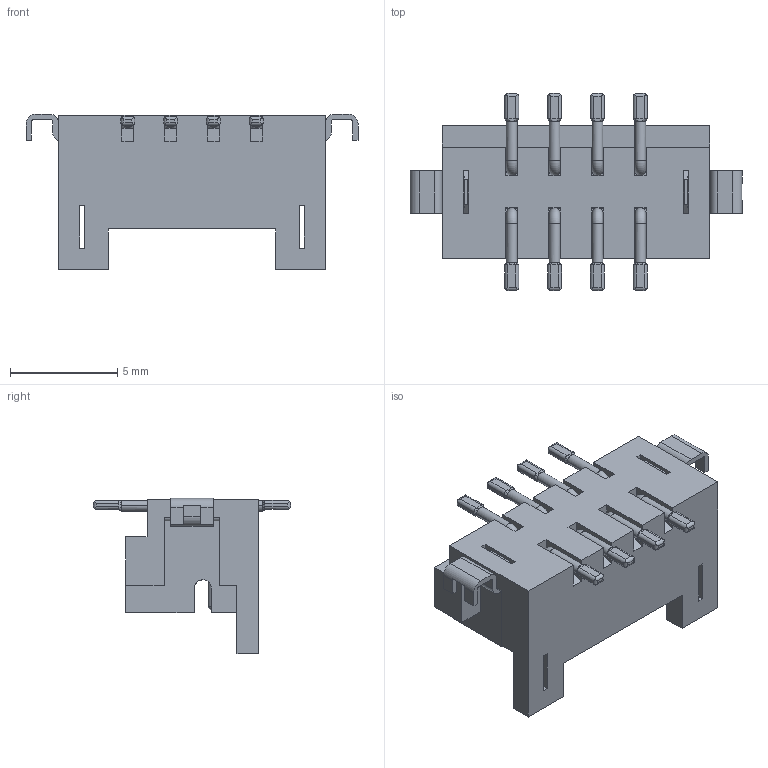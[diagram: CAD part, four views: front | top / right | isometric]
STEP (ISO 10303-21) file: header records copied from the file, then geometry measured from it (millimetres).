
FILE_DESCRIPTION(('OneSpaceDesigner STEP Export'),'2;1');
FILE_NAME('DF11C-8DP-2V.stp','2007-03-22T11:34:17',(''),(''),'OneSpace Designer STEP processor (Jan. 2003) for AP214(CD)(Solid Model)','OneSpace Designer 12.00 10-Sep-2003 (C) CoCreate Software GmbH','');
FILE_SCHEMA(('AUTOMOTIVE_DESIGN_CC2 {1 2 10303 214 -1 1 5 1}'));
Length unit declared in the file: millimetre
Products named in the file (2): DF11C-8DP-2VÈª
Assembly tree (1 placements, depth 2):
  DF11C-8DP-2VÈª
    DF11C-8DP-2VÈª
Bounding box: 15.5 x 9.2 x 7.25 mm (x, y, z)
Volume: 256.9 mm3; surface area: 617.4 mm2
Topology: 1 solids, 1 shells, 448 faces, 1272 edges, 830 vertices
Faces by surface type: plane 200, cylinder 134, bspline 82, torus 32
Entity records: 15958 total; most frequent: CARTESIAN_POINT 5853, ORIENTED_EDGE 2544, DIRECTION 1690, EDGE_CURVE 1272, VERTEX_POINT 830, VECTOR 604, LINE 604, AXIS2_PLACEMENT_3D 543
